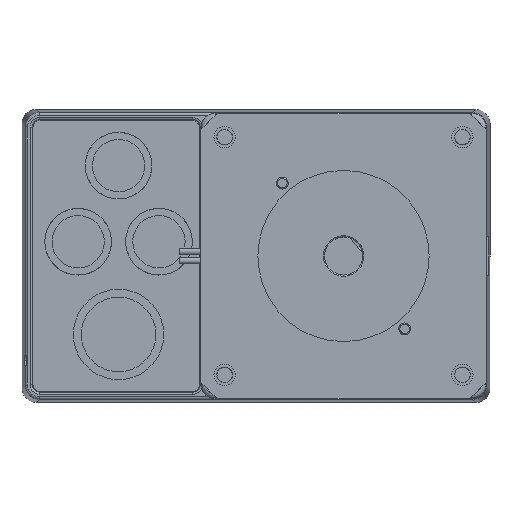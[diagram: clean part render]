
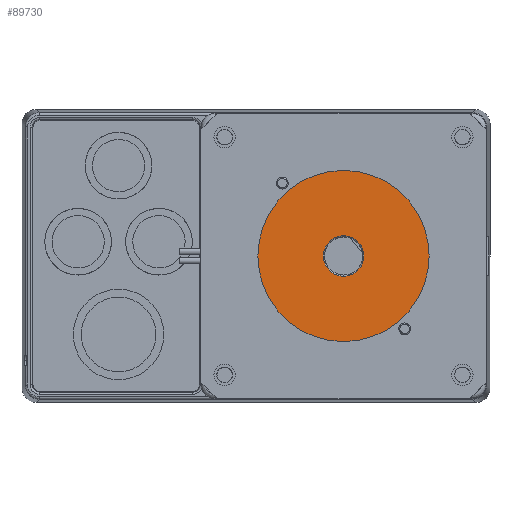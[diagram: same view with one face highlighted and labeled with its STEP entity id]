
A CAD part, left-side view. The second image highlights one B-rep face of the part: STEP entity #89730.
In plain terms, the highlighted face is planar.
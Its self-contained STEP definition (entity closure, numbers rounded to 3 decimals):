
#4310 = EDGE_CURVE ( 'NONE', #22996, #70986, #75337, .T. ) ;
#10615 = CIRCLE ( 'NONE', #79892, 4.25 ) ;
#17928 = FACE_BOUND ( 'NONE', #87056, .T. ) ;
#22996 = VERTEX_POINT ( 'NONE', #66082 ) ;
#25387 = CARTESIAN_POINT ( 'NONE',  ( 0., 0., 47.85 ) ) ;
#25532 = CARTESIAN_POINT ( 'NONE',  ( 0., 0., 47.85 ) ) ;
#27902 = CARTESIAN_POINT ( 'NONE',  ( -4.25, 0., 47.85 ) ) ;
#29878 = CARTESIAN_POINT ( 'NONE',  ( 4.25, 0., 47.85 ) ) ;
#31530 = CIRCLE ( 'NONE', #51175, 18. ) ;
#32104 = EDGE_CURVE ( 'NONE', #43613, #113732, #10615, .T. ) ;
#34328 = CARTESIAN_POINT ( 'NONE',  ( 0., 0., 47.85 ) ) ;
#35058 = DIRECTION ( 'NONE',  ( -1., 0., 0. ) ) ;
#35196 = DIRECTION ( 'NONE',  ( 0., 0., 1. ) ) ;
#43613 = VERTEX_POINT ( 'NONE', #29878 ) ;
#44003 = DIRECTION ( 'NONE',  ( -1., 0., 0. ) ) ;
#48789 = CARTESIAN_POINT ( 'NONE',  ( 0., 0., 47.85 ) ) ;
#51175 = AXIS2_PLACEMENT_3D ( 'NONE', #48789, #115237, #58440 ) ;
#58440 = DIRECTION ( 'NONE',  ( 1., 0., 0. ) ) ;
#58785 = ORIENTED_EDGE ( 'NONE', *, *, #4310, .F. ) ;
#63242 = EDGE_LOOP ( 'NONE', ( #65411, #58785 ) ) ;
#65292 = ORIENTED_EDGE ( 'NONE', *, *, #32104, .T. ) ;
#65411 = ORIENTED_EDGE ( 'NONE', *, *, #66216, .F. ) ;
#66007 = FACE_OUTER_BOUND ( 'NONE', #63242, .T. ) ;
#66082 = CARTESIAN_POINT ( 'NONE',  ( -18., 0., 47.85 ) ) ;
#66216 = EDGE_CURVE ( 'NONE', #70986, #22996, #31530, .T. ) ;
#70986 = VERTEX_POINT ( 'NONE', #116267 ) ;
#75337 = CIRCLE ( 'NONE', #90321, 18. ) ;
#79892 = AXIS2_PLACEMENT_3D ( 'NONE', #25387, #92346, #35058 ) ;
#82964 = PLANE ( 'NONE',  #120002 ) ;
#87056 = EDGE_LOOP ( 'NONE', ( #89407, #65292 ) ) ;
#89407 = ORIENTED_EDGE ( 'NONE', *, *, #110785, .T. ) ;
#89730 = ADVANCED_FACE ( 'NONE', ( #66007, #17928 ), #82964, .T. ) ;
#90321 = AXIS2_PLACEMENT_3D ( 'NONE', #98481, #98076, #97676 ) ;
#92346 = DIRECTION ( 'NONE',  ( 0., 0., -1. ) ) ;
#97676 = DIRECTION ( 'NONE',  ( 1., 0., 0. ) ) ;
#98076 = DIRECTION ( 'NONE',  ( 0., 0., -1. ) ) ;
#98481 = CARTESIAN_POINT ( 'NONE',  ( 0., 0., 47.85 ) ) ;
#101174 = DIRECTION ( 'NONE',  ( 0., 0., -1. ) ) ;
#102027 = DIRECTION ( 'NONE',  ( 1., 0., 0. ) ) ;
#110785 = EDGE_CURVE ( 'NONE', #113732, #43613, #118298, .T. ) ;
#113732 = VERTEX_POINT ( 'NONE', #27902 ) ;
#115237 = DIRECTION ( 'NONE',  ( 0., 0., -1. ) ) ;
#116267 = CARTESIAN_POINT ( 'NONE',  ( 18., 0., 47.85 ) ) ;
#118298 = CIRCLE ( 'NONE', #121931, 4.25 ) ;
#120002 = AXIS2_PLACEMENT_3D ( 'NONE', #25532, #35196, #102027 ) ;
#121931 = AXIS2_PLACEMENT_3D ( 'NONE', #34328, #101174, #44003 ) ;
